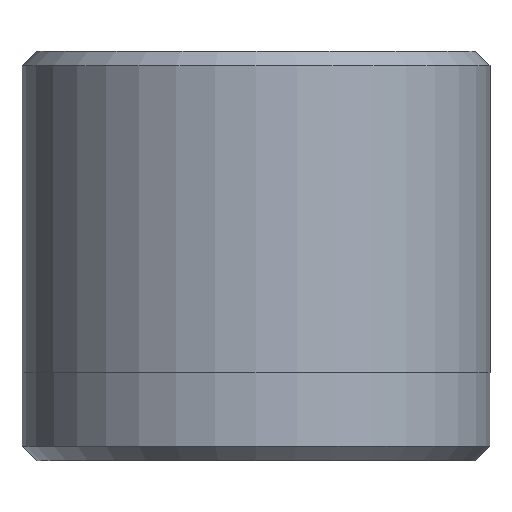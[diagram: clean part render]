
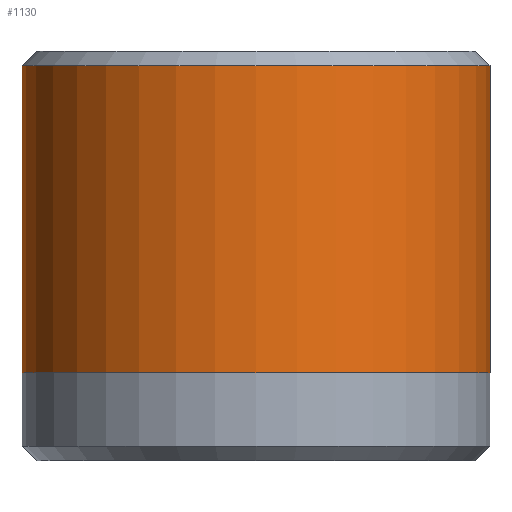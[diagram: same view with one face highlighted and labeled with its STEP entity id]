
A CAD part, front view. The second image highlights one B-rep face of the part: STEP entity #1130.
In plain terms, the highlighted cylindrical face has radius 8 mm (diameter 16 mm), a partial arc.
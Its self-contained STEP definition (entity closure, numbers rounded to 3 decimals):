
#13 = CARTESIAN_POINT ( 'NONE',  ( 0., 0., 14. ) ) ;
#40 = AXIS2_PLACEMENT_3D ( 'NONE', #13, #270, #1104 ) ;
#57 = VECTOR ( 'NONE', #477, 1000. ) ;
#98 = LINE ( 'NONE', #1526, #798 ) ;
#109 = DIRECTION ( 'NONE',  ( 1., 0., 0. ) ) ;
#139 = DIRECTION ( 'NONE',  ( 0., 0., -1. ) ) ;
#170 = VERTEX_POINT ( 'NONE', #384 ) ;
#180 = CARTESIAN_POINT ( 'NONE',  ( -8., 0., 13.5 ) ) ;
#227 = DIRECTION ( 'NONE',  ( 0., 0., -1. ) ) ;
#255 = ORIENTED_EDGE ( 'NONE', *, *, #1081, .F. ) ;
#270 = DIRECTION ( 'NONE',  ( 0., 0., -1. ) ) ;
#384 = CARTESIAN_POINT ( 'NONE',  ( -8., 0., 3. ) ) ;
#477 = DIRECTION ( 'NONE',  ( 0., 0., -1. ) ) ;
#544 = ORIENTED_EDGE ( 'NONE', *, *, #1127, .T. ) ;
#564 = ORIENTED_EDGE ( 'NONE', *, *, #1129, .F. ) ;
#569 = CARTESIAN_POINT ( 'NONE',  ( 8., 0., 13.5 ) ) ;
#635 = EDGE_LOOP ( 'NONE', ( #255, #544, #1296, #564 ) ) ;
#659 = VERTEX_POINT ( 'NONE', #1514 ) ;
#732 = LINE ( 'NONE', #1188, #57 ) ;
#798 = VECTOR ( 'NONE', #227, 1000. ) ;
#851 = DIRECTION ( 'NONE',  ( 0., 0., -1. ) ) ;
#862 = VERTEX_POINT ( 'NONE', #180 ) ;
#875 = CARTESIAN_POINT ( 'NONE',  ( 0., 0., 3. ) ) ;
#927 = VERTEX_POINT ( 'NONE', #569 ) ;
#962 = CIRCLE ( 'NONE', #1122, 8. ) ;
#988 = DIRECTION ( 'NONE',  ( -1., 0., 0. ) ) ;
#1081 = EDGE_CURVE ( 'NONE', #927, #659, #98, .T. ) ;
#1101 = EDGE_CURVE ( 'NONE', #862, #170, #732, .T. ) ;
#1104 = DIRECTION ( 'NONE',  ( -1., 0., 0. ) ) ;
#1122 = AXIS2_PLACEMENT_3D ( 'NONE', #1535, #851, #109 ) ;
#1127 = EDGE_CURVE ( 'NONE', #927, #862, #962, .T. ) ;
#1129 = EDGE_CURVE ( 'NONE', #659, #170, #1308, .T. ) ;
#1130 = ADVANCED_FACE ( 'NONE', ( #1267 ), #1536, .T. ) ;
#1188 = CARTESIAN_POINT ( 'NONE',  ( -8., 0., 14. ) ) ;
#1267 = FACE_OUTER_BOUND ( 'NONE', #635, .T. ) ;
#1296 = ORIENTED_EDGE ( 'NONE', *, *, #1101, .T. ) ;
#1308 = CIRCLE ( 'NONE', #1361, 8. ) ;
#1361 = AXIS2_PLACEMENT_3D ( 'NONE', #875, #139, #988 ) ;
#1514 = CARTESIAN_POINT ( 'NONE',  ( 8., 0., 3. ) ) ;
#1526 = CARTESIAN_POINT ( 'NONE',  ( 8., 0., 14. ) ) ;
#1535 = CARTESIAN_POINT ( 'NONE',  ( 0., 0., 13.5 ) ) ;
#1536 = CYLINDRICAL_SURFACE ( 'NONE', #40, 8. ) ;
